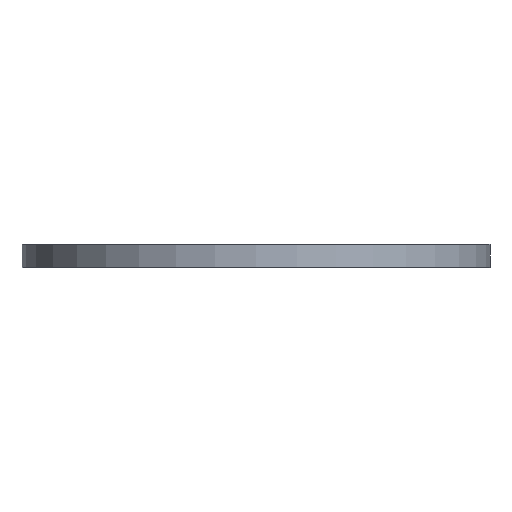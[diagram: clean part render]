
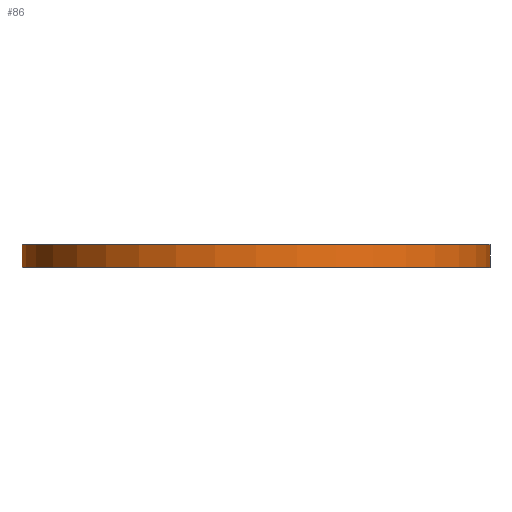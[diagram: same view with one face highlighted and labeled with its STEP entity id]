
A CAD part, front view. The second image highlights one B-rep face of the part: STEP entity #86.
In plain terms, the highlighted cylindrical face has radius 100.15 mm (diameter 200.3 mm), a full revolution.
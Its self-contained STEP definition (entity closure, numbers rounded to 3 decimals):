
#34=CYLINDRICAL_SURFACE('',#1300,100.15);
#86=ADVANCED_FACE('',(#243,#244),#34,.T.);
#243=FACE_BOUND('',#453,.T.);
#244=FACE_BOUND('',#454,.T.);
#453=EDGE_LOOP('',(#663));
#454=EDGE_LOOP('',(#664));
#663=ORIENTED_EDGE('',*,*,#978,.T.);
#664=ORIENTED_EDGE('',*,*,#979,.T.);
#873=VERTEX_POINT('',#1956);
#874=VERTEX_POINT('',#1958);
#978=EDGE_CURVE('',#873,#873,#1096,.T.);
#979=EDGE_CURVE('',#874,#874,#1097,.T.);
#1096=CIRCLE('',#1298,100.15);
#1097=CIRCLE('',#1299,100.15);
#1298=AXIS2_PLACEMENT_3D('',#1955,#1568,#1569);
#1299=AXIS2_PLACEMENT_3D('',#1957,#1570,#1571);
#1300=AXIS2_PLACEMENT_3D('',#1959,#1572,#1573);
#1568=DIRECTION('',(0.,0.,1.));
#1569=DIRECTION('',(-1.,0.,0.));
#1570=DIRECTION('',(0.,0.,-1.));
#1571=DIRECTION('',(1.,0.,0.));
#1572=DIRECTION('',(0.,0.,1.));
#1573=DIRECTION('',(1.,0.,0.));
#1955=CARTESIAN_POINT('',(0.,0.,0.2));
#1956=CARTESIAN_POINT('',(-100.15,0.,0.2));
#1957=CARTESIAN_POINT('',(0.,0.,9.8));
#1958=CARTESIAN_POINT('',(100.15,0.,9.8));
#1959=CARTESIAN_POINT('',(0.,0.,0.));
